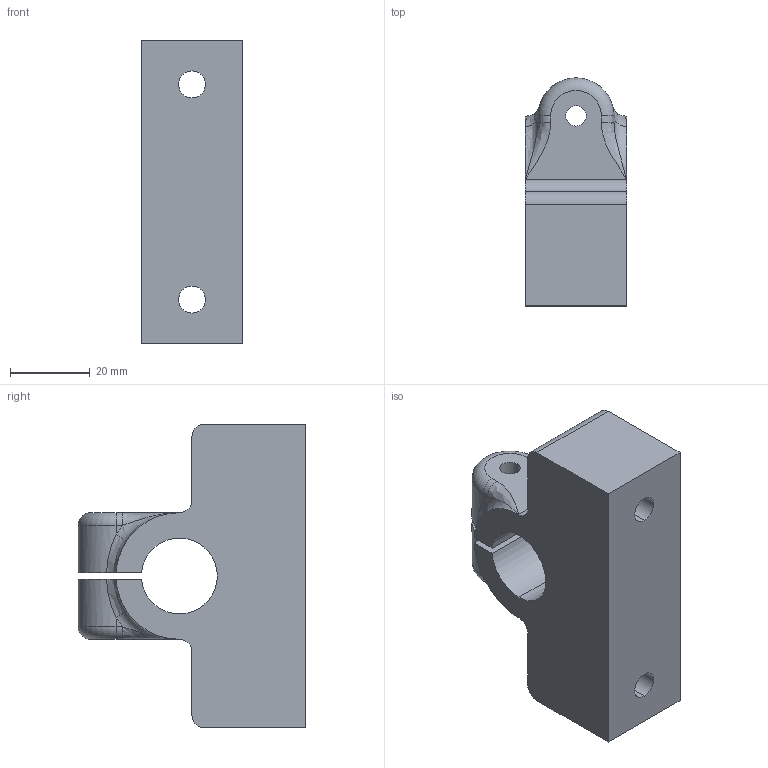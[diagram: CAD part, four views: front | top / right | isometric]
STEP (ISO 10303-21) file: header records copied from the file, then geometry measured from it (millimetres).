
FILE_DESCRIPTION (( 'STEP AP214' ), '1' );
FILE_NAME ('100205.STEP', '2025-08-24T21:12:02', ( '' ), ( '' ), 'SwSTEP 2.0', 'SolidWorks 2025', '' );
FILE_SCHEMA (( 'AUTOMOTIVE_DESIGN' ));
Length unit declared in the file: inch
Products named in the file (1): 100205
Bounding box: 25.4 x 57.15 x 76.2 mm (x, y, z)
Volume: 62712 mm3; surface area: 15274.3 mm2
Topology: 1 solids, 1 shells, 63 faces, 154 edges, 92 vertices
Faces by surface type: cylinder 31, plane 18, bspline 8, torus 6
Entity records: 2311 total; most frequent: CARTESIAN_POINT 822, DIRECTION 314, ORIENTED_EDGE 300, EDGE_CURVE 150, AXIS2_PLACEMENT_3D 128, VERTEX_POINT 92, EDGE_LOOP 74, CIRCLE 72
